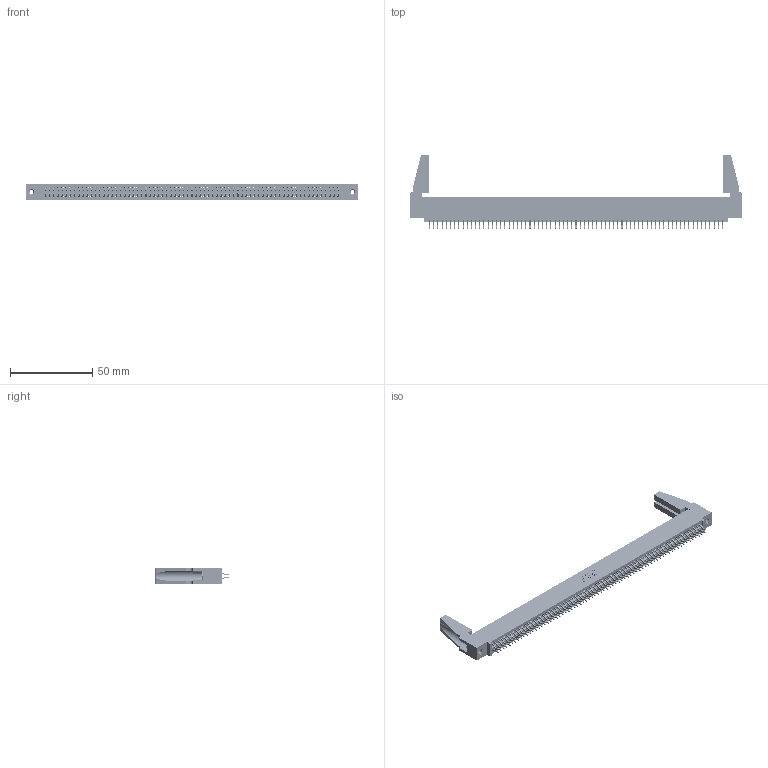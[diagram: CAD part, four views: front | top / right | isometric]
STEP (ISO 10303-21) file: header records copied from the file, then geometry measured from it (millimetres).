
FILE_DESCRIPTION (( 'STEP AP203' ), '1' );
FILE_NAME ('345-142-556-588.STEP', '2019-11-09T04:54:26', ( '' ), ( '' ), 'SwSTEP 2.0', 'SolidWorks 2016', '' );
FILE_SCHEMA (( 'CONFIG_CONTROL_DESIGN' ));
Length unit declared in the file: inch
Products named in the file (5): 345-220-078_345-220-088; 345 Part_0.110 Offset - 0.156 Dia-TH; 345-250-001_345-250-001-102; 345-142-556-588; 345-292-001_556 Tail
Assembly tree (147 placements, depth 2):
  345-142-556-588
    345 Part_0.110 Offset - 0.156 Dia-TH
    345-292-001_556 Tail  x142
    345-250-001_345-250-001-102  x2
    345-220-078_345-220-088  x2
Bounding box: 201.57 x 44.89 x 9.4 mm (x, y, z)
Volume: 23023.8 mm3; surface area: 32877.7 mm2
Topology: 147 solids, 147 shells, 8206 faces, 24381 edges, 16054 vertices
Faces by surface type: plane 5410, cylinder 2780, cone 12, torus 4
Entity records: 54304 total; most frequent: CARTESIAN_POINT 9086, ORIENTED_EDGE 8968, DIRECTION 7968, EDGE_CURVE 4484, LINE 4018, VECTOR 4018, VERTEX_POINT 2982, AXIS2_PLACEMENT_3D 1975
